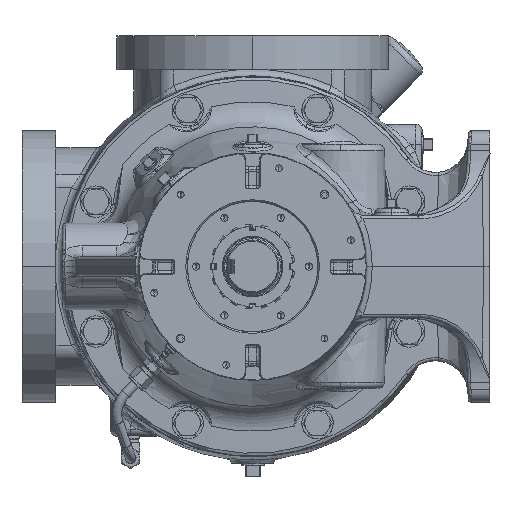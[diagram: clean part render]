
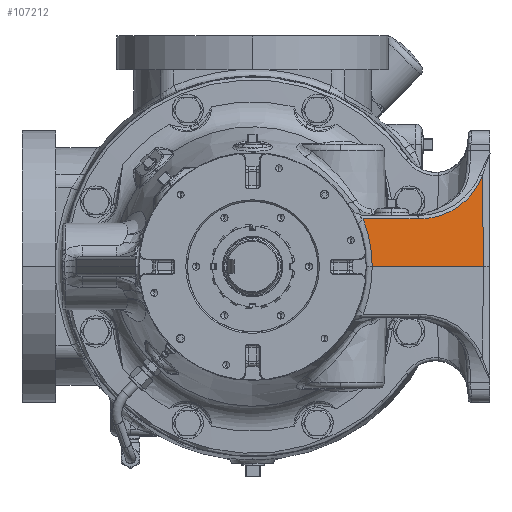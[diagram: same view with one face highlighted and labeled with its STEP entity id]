
A CAD part, left-side view. The second image highlights one B-rep face of the part: STEP entity #107212.
In plain terms, the highlighted planar face has unit normal (-0.707, -0.707, 0.035).
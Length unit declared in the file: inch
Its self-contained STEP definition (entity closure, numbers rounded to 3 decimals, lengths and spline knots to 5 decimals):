
#796 = FACE_OUTER_BOUND ( 'NONE', #95719, .T. ) ;
#5675 = CARTESIAN_POINT ( 'NONE',  ( -12.92396, -4.40992, 0. ) ) ;
#13475 =( BOUNDED_CURVE ( )  B_SPLINE_CURVE ( 3, ( #152823, #25548, #212782, #98899 ),
 .UNSPECIFIED., .F., .F. ) 
 B_SPLINE_CURVE_WITH_KNOTS ( ( 4, 4 ),
 ( 3.50143, 4.66304 ),
 .UNSPECIFIED. ) 
 CURVE ( )  GEOMETRIC_REPRESENTATION_ITEM ( )  RATIONAL_B_SPLINE_CURVE ( ( 1., 0.891, 0.891, 1. ) ) 
 REPRESENTATION_ITEM ( '' )  );
#17968 = DIRECTION ( 'NONE',  ( -0.707, -0.707, 0.035 ) ) ;
#25548 = CARTESIAN_POINT ( 'NONE',  ( -9.13254, -8.08531, 2.3496 ) ) ;
#29654 = CARTESIAN_POINT ( 'NONE',  ( -11.10815, -6.13885, 1.75919 ) ) ;
#39934 = CARTESIAN_POINT ( 'NONE',  ( -8.58388, -8.75, 0. ) ) ;
#41502 = VECTOR ( 'NONE', #164348, 39.37008 ) ;
#49300 = CARTESIAN_POINT ( 'NONE',  ( -12.92396, -4.40992, 0. ) ) ;
#66126 = ORIENTED_EDGE ( 'NONE', *, *, #128521, .T. ) ;
#66403 = CARTESIAN_POINT ( 'NONE',  ( -12.89735, -4.40673, 0.60352 ) ) ;
#67614 = CARTESIAN_POINT ( 'NONE',  ( -8.54044, -8.70656, 1.75919 ) ) ;
#70556 = CARTESIAN_POINT ( 'NONE',  ( -8.82096, -8.51292, 0. ) ) ;
#71414 = DIRECTION ( 'NONE',  ( 0.035, 0.014, 0.999 ) ) ;
#77553 = EDGE_CURVE ( 'NONE', #236352, #181419, #202372, .T. ) ;
#87337 = ORIENTED_EDGE ( 'NONE', *, *, #229684, .T. ) ;
#89665 = CARTESIAN_POINT ( 'NONE',  ( -8.58388, -8.75, 0. ) ) ;
#94458 = LINE ( 'NONE', #89665, #41502 ) ;
#95719 = EDGE_LOOP ( 'NONE', ( #87337, #148994, #125298, #118644, #66126 ) ) ;
#98899 = CARTESIAN_POINT ( 'NONE',  ( -11.10815, -6.13885, 1.75919 ) ) ;
#100182 = EDGE_CURVE ( 'NONE', #130516, #195031, #241543, .T. ) ;
#107212 = ADVANCED_FACE ( 'Defeatured_0_3478', ( #796 ), #114525, .T. ) ;
#108839 = CARTESIAN_POINT ( 'NONE',  ( -13.17092, -4.07608, 1.75919 ) ) ;
#114525 = PLANE ( 'NONE',  #238779 ) ;
#118644 = ORIENTED_EDGE ( 'NONE', *, *, #77553, .T. ) ;
#125298 = ORIENTED_EDGE ( 'NONE', *, *, #142851, .T. ) ;
#128521 = EDGE_CURVE ( 'NONE', #181419, #210493, #13475, .T. ) ;
#130516 = VERTEX_POINT ( 'NONE', #108839 ) ;
#142276 = DIRECTION ( 'NONE',  ( -0.707, 0.707, 0. ) ) ;
#142851 = EDGE_CURVE ( 'NONE', #195031, #236352, #94458, .T. ) ;
#148994 = ORIENTED_EDGE ( 'NONE', *, *, #100182, .T. ) ;
#152823 = CARTESIAN_POINT ( 'NONE',  ( -8.70444, -8.46466, 3.3368 ) ) ;
#164348 = DIRECTION ( 'NONE',  ( 0.707, -0.707, 0. ) ) ;
#179027 = CARTESIAN_POINT ( 'NONE',  ( -12.98059, -4.2942, 1.19646 ) ) ;
#180231 = CARTESIAN_POINT ( 'NONE',  ( -13.17092, -4.07608, 1.75919 ) ) ;
#181419 = VERTEX_POINT ( 'NONE', #235271 ) ;
#185636 = DIRECTION ( 'NONE',  ( 0.707, -0.707, 0. ) ) ;
#195031 = VERTEX_POINT ( 'NONE', #5675 ) ;
#202372 = LINE ( 'NONE', #240334, #226425 ) ;
#205114 = VECTOR ( 'NONE', #142276, 39.37008 ) ;
#210493 = VERTEX_POINT ( 'NONE', #29654 ) ;
#212782 = CARTESIAN_POINT ( 'NONE',  ( -10.03212, -7.21488, 1.75919 ) ) ;
#226425 = VECTOR ( 'NONE', #71414, 39.37008 ) ;
#229684 = EDGE_CURVE ( 'NONE', #210493, #130516, #234097, .T. ) ;
#234097 = LINE ( 'NONE', #67614, #205114 ) ;
#235271 = CARTESIAN_POINT ( 'NONE',  ( -8.70444, -8.46466, 3.3368 ) ) ;
#236352 = VERTEX_POINT ( 'NONE', #70556 ) ;
#238779 = AXIS2_PLACEMENT_3D ( 'NONE', #39934, #17968, #185636 ) ;
#240334 = CARTESIAN_POINT ( 'NONE',  ( -8.82079, -8.51285, 0.00484 ) ) ;
#241543 =( BOUNDED_CURVE ( )  B_SPLINE_CURVE ( 3, ( #180231, #179027, #66403, #49300 ),
 .UNSPECIFIED., .F., .F. ) 
 B_SPLINE_CURVE_WITH_KNOTS ( ( 4, 4 ),
 ( 2.82116, 3.18564 ),
 .UNSPECIFIED. ) 
 CURVE ( )  GEOMETRIC_REPRESENTATION_ITEM ( )  RATIONAL_B_SPLINE_CURVE ( ( 1., 0.989, 0.989, 1. ) ) 
 REPRESENTATION_ITEM ( '' )  );
